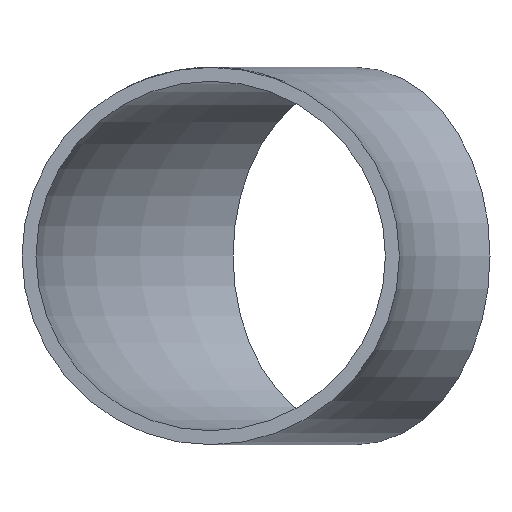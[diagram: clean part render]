
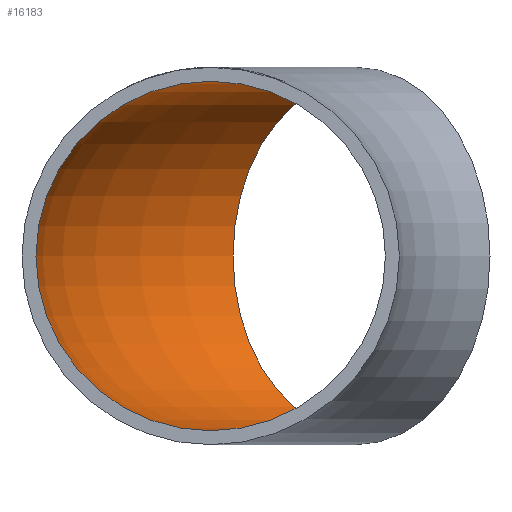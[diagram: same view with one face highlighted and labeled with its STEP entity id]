
A CAD part, front view. The second image highlights one B-rep face of the part: STEP entity #16183.
In plain terms, the highlighted toroidal (fillet/blend) face has major radius 142.5 mm and minor radius 50 mm.
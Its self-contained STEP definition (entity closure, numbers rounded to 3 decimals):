
#995 = CIRCLE ( 'NONE', #12523, 50. ) ;
#1613 = DIRECTION ( 'NONE',  ( -1., 0., 0. ) ) ;
#1791 = DIRECTION ( 'NONE',  ( 0., 1., 0. ) ) ;
#2448 = FACE_OUTER_BOUND ( 'NONE', #10413, .T. ) ;
#2959 = DIRECTION ( 'NONE',  ( 0., 0., -1. ) ) ;
#5943 = AXIS2_PLACEMENT_3D ( 'NONE', #14186, #2959, #1613 ) ;
#6123 = CIRCLE ( 'NONE', #11698, 50. ) ;
#7477 = FACE_OUTER_BOUND ( 'NONE', #12853, .T. ) ;
#8807 = VERTEX_POINT ( 'NONE', #15113 ) ;
#9803 = CARTESIAN_POINT ( 'NONE',  ( -142.5, 0., 0. ) ) ;
#10413 = EDGE_LOOP ( 'NONE', ( #11039 ) ) ;
#11039 = ORIENTED_EDGE ( 'NONE', *, *, #16727, .F. ) ;
#11096 = ORIENTED_EDGE ( 'NONE', *, *, #18967, .T. ) ;
#11698 = AXIS2_PLACEMENT_3D ( 'NONE', #17828, #19171, #17624 ) ;
#12523 = AXIS2_PLACEMENT_3D ( 'NONE', #9803, #1791, #14263 ) ;
#12853 = EDGE_LOOP ( 'NONE', ( #11096 ) ) ;
#13363 = VERTEX_POINT ( 'NONE', #13760 ) ;
#13760 = CARTESIAN_POINT ( 'NONE',  ( -142.5, 0., 50. ) ) ;
#14186 = CARTESIAN_POINT ( 'NONE',  ( 0., 0., 0. ) ) ;
#14263 = DIRECTION ( 'NONE',  ( 0., 0., 1. ) ) ;
#15113 = CARTESIAN_POINT ( 'NONE',  ( -136.118, 136.118, 0. ) ) ;
#15816 = TOROIDAL_SURFACE ( 'NONE', #5943, 142.5, 50. ) ;
#16183 = ADVANCED_FACE ( 'NONE', ( #7477, #2448 ), #15816, .F. ) ;
#16727 = EDGE_CURVE ( 'NONE', #13363, #13363, #995, .T. ) ;
#17624 = DIRECTION ( 'NONE',  ( -0.707, 0.707, 0. ) ) ;
#17828 = CARTESIAN_POINT ( 'NONE',  ( -100.763, 100.763, 0. ) ) ;
#18967 = EDGE_CURVE ( 'NONE', #8807, #8807, #6123, .T. ) ;
#19171 = DIRECTION ( 'NONE',  ( 0.707, 0.707, 0. ) ) ;
